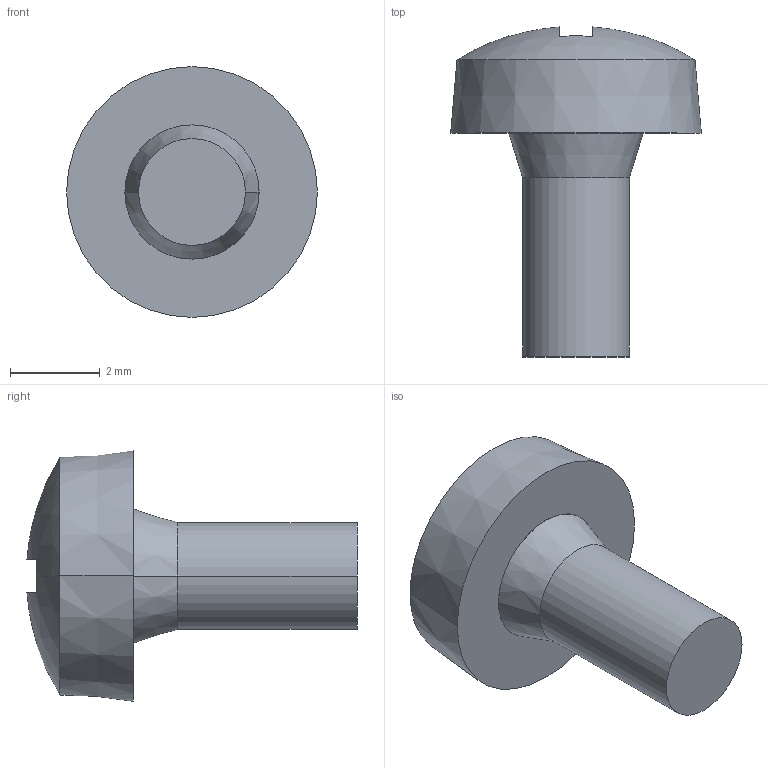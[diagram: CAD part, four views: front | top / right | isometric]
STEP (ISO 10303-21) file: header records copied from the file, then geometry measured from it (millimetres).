
FILE_DESCRIPTION (( 'STEP AP214' ), '1' );
FILE_NAME ('User Library-DIN EN ISO 7045.STEP', '2015-12-08T16:41:58', ( 'Windows User' ), ( '' ), 'SwSTEP 2.0', 'SolidWorks 2016', '' );
FILE_SCHEMA (( 'AUTOMOTIVE_DESIGN' ));
Length unit declared in the file: millimetre
Products named in the file (1): User Library-DIN EN ISO 7045
Bounding box: 5.6 x 7.37 x 5.6 mm (x, y, z)
Volume: 65.9 mm3; surface area: 125.6 mm2
Topology: 1 solids, 1 shells, 42 faces, 90 edges, 52 vertices
Faces by surface type: plane 32, cone 4, cylinder 4, sphere 2
Entity records: 1146 total; most frequent: DIRECTION 206, CARTESIAN_POINT 185, ORIENTED_EDGE 180, EDGE_CURVE 90, AXIS2_PLACEMENT_3D 73, LINE 60, VECTOR 60, VERTEX_POINT 52
